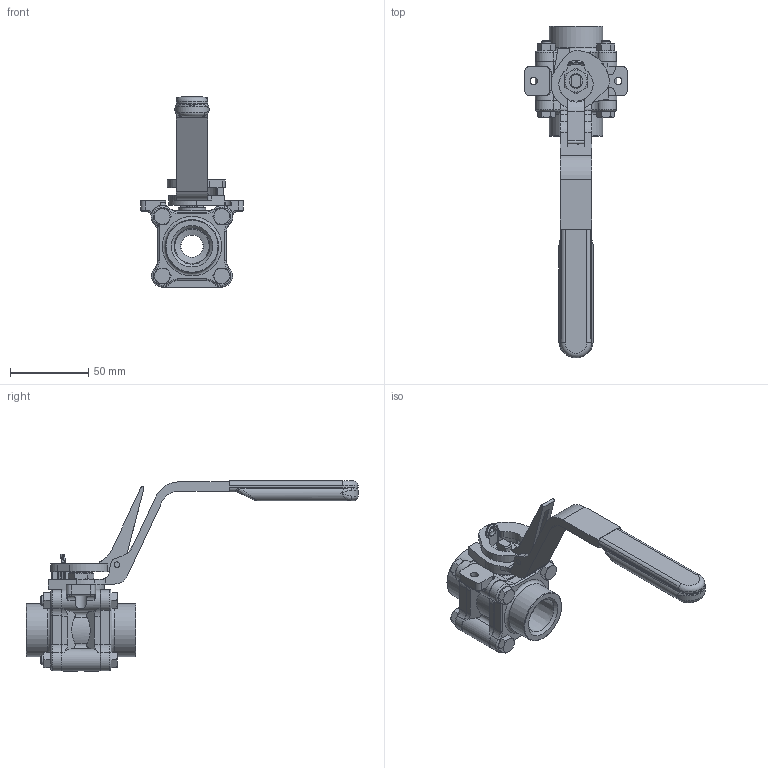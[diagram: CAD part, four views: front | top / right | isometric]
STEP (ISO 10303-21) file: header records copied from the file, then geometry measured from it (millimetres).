
FILE_DESCRIPTION((''),'2;1');
FILE_NAME('07-A44-6666TTSETSET.stp','2014-12-17T15:23:36',('10146786'),(''),'Autodesk Inventor 2012','Autodesk Inventor 2012','');
FILE_SCHEMA(('AUTOMOTIVE_DESIGN { 1 0 10303 214 1 1 1 1 }'));
Products named in the file (14): 07-A44-6666TTSETSET; GA-B04407-16254-A-1; GA-A44-05-STEM-BUILD-A-1; GA-B00005-06002-A-1; GA-B00005-52001-A-1; M06-8-045-110-A-1; M06-8-000-360-A-1; BP4407-08101; A22811; B04405-01065; B04405-01069; B00005-42007; B00005-34000; Locating Pin
Assembly tree (21 placements, depth 3):
  07-A44-6666TTSETSET
    GA-B04407-16254-A-1
    GA-A44-05-STEM-BUILD-A-1
    GA-B00005-06002-A-1  x2
    GA-B00005-52001-A-1
    M06-8-045-110-A-1  x4
    M06-8-000-360-A-1  x4
    BP4407-08101  x2
    A22811
      B04405-01065
      B04405-01069
      B00005-42007
      B00005-34000
      Locating Pin
Bounding box: 65.65 x 212.72 x 121.79 mm (x, y, z)
Volume: 144275.7 mm3; surface area: 66453.6 mm2
Topology: 20 solids, 20 shells, 683 faces, 1673 edges, 1037 vertices
Faces by surface type: plane 272, cylinder 203, cone 133, torus 44, bspline 27, sphere 4
Full cylindrical faces by diameter (mm): 0.8 x2, 3.5 x3, 3.7 x2, 4.917 x6, 6 x5, 6.5 x8, 6.8 x4, 8.382 x2, 9.406 x1, 14.095 x1, 14.3 x1, 14.35 x2, 17.45 x1, 20 x1, 22 x1, 34.05 x2
Entity records: 16559 total; most frequent: CARTESIAN_POINT 4491, DIRECTION 2492, ORIENTED_EDGE 2398, EDGE_CURVE 1199, AXIS2_PLACEMENT_3D 949, VERTEX_POINT 778, VECTOR 594, LINE 594
